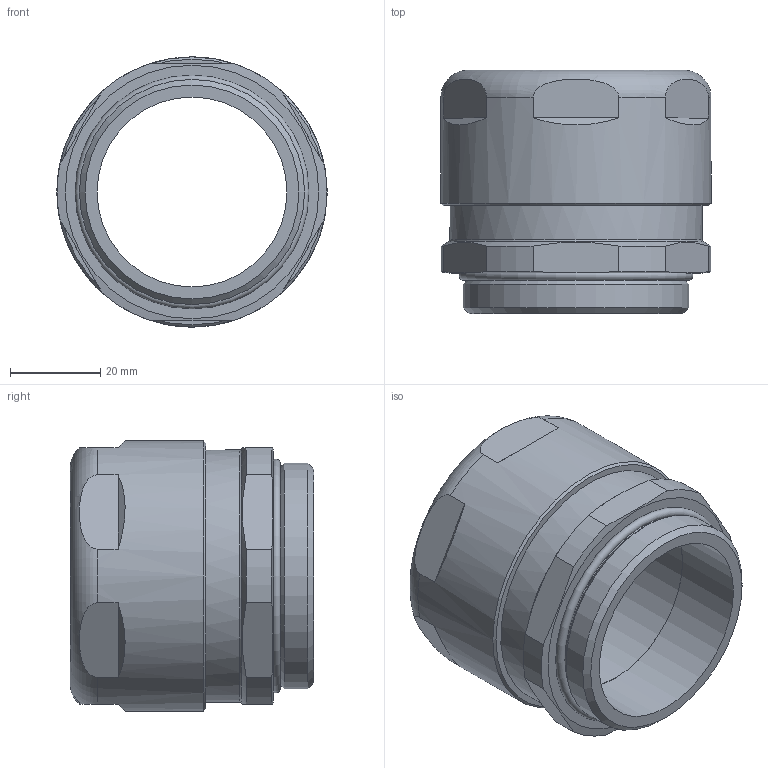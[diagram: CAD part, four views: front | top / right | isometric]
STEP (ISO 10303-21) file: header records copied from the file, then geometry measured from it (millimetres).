
FILE_DESCRIPTION(/* description */ ('STEP AP214'),/* implementation_level */ '2;1');
FILE_NAME(/* name */ '1751500051.stp',/* time_stamp */ '2022-06-08T11:14:45+02:00',/* author */ ('sl'),/* organization */ (''),/* preprocessor_version */ 'ST-DEVELOPER v16.5',/* originating_system */ 'Autodesk Inventor 2017',/* authorisation */ '');
FILE_SCHEMA (('AUTOMOTIVE_DESIGN { 1 0 10303 214 3 1 1 }'));
Length unit declared in the file: millimetre
Products named in the file (1): 1751500051
Bounding box: 60 x 54 x 60 mm (x, y, z)
Volume: 63067.5 mm3; surface area: 19756.5 mm2
Topology: 1 solids, 1 shells, 44 faces, 113 edges, 74 vertices
Faces by surface type: plane 23, cylinder 12, cone 5, torus 4
Full cylindrical faces by diameter (mm): 42.15 x1, 42.2 x1, 47.91 x1, 50 x1, 56 x1, 60 x1
Entity records: 1406 total; most frequent: CARTESIAN_POINT 357, DIRECTION 204, ORIENTED_EDGE 180, EDGE_CURVE 90, AXIS2_PLACEMENT_3D 87, VERTEX_POINT 66, EDGE_LOOP 64, FACE_OUTER_BOUND 44
